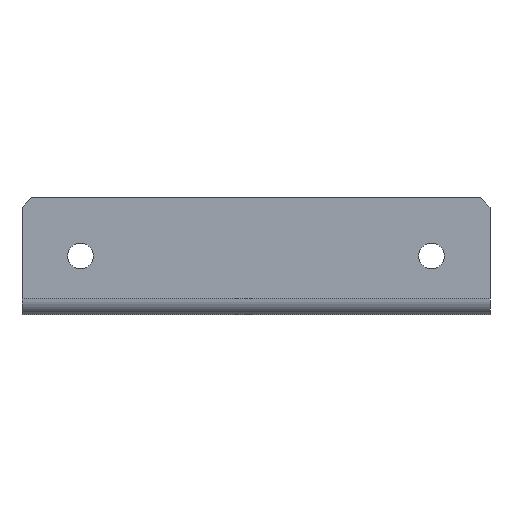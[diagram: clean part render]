
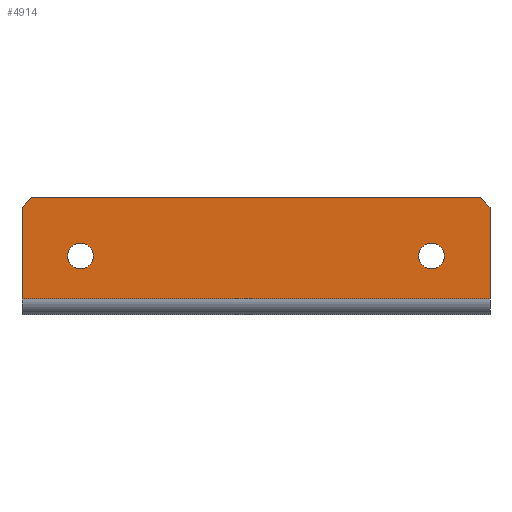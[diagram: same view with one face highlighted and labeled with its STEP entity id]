
A CAD part, front view. The second image highlights one B-rep face of the part: STEP entity #4914.
In plain terms, the highlighted planar face has unit normal (0, -1, 0).
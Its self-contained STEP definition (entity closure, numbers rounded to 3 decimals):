
#2 = CARTESIAN_POINT ( 'NONE',  ( -45., 0., 11.7 ) ) ;
#20 = DIRECTION ( 'NONE',  ( 0., 0., 1. ) ) ;
#140 = VERTEX_POINT ( 'NONE', #3707 ) ;
#149 = VECTOR ( 'NONE', #4326, 1000. ) ;
#300 = DIRECTION ( 'NONE',  ( 0., 0., 1. ) ) ;
#304 = AXIS2_PLACEMENT_3D ( 'NONE', #3414, #2954, #3028 ) ;
#362 = CARTESIAN_POINT ( 'NONE',  ( -60., 0., 4. ) ) ;
#370 = CARTESIAN_POINT ( 'NONE',  ( 0., 0., 0. ) ) ;
#436 = ORIENTED_EDGE ( 'NONE', *, *, #2167, .F. ) ;
#456 = PLANE ( 'NONE',  #3406 ) ;
#467 = EDGE_CURVE ( 'NONE', #2185, #140, #3890, .T. ) ;
#481 = LINE ( 'NONE', #3005, #2650 ) ;
#563 = LINE ( 'NONE', #1400, #149 ) ;
#626 = VECTOR ( 'NONE', #3724, 1000. ) ;
#895 = CARTESIAN_POINT ( 'NONE',  ( 60., 0., 4. ) ) ;
#971 = DIRECTION ( 'NONE',  ( 0., 0., 1. ) ) ;
#1000 = DIRECTION ( 'NONE',  ( 0., 0., 1. ) ) ;
#1030 = VERTEX_POINT ( 'NONE', #3045 ) ;
#1163 = VERTEX_POINT ( 'NONE', #2 ) ;
#1400 = CARTESIAN_POINT ( 'NONE',  ( -60., 0., 0. ) ) ;
#1518 = AXIS2_PLACEMENT_3D ( 'NONE', #4811, #1826, #971 ) ;
#1529 = EDGE_CURVE ( 'NONE', #1030, #1163, #2660, .T. ) ;
#1550 = ORIENTED_EDGE ( 'NONE', *, *, #1706, .T. ) ;
#1616 = VECTOR ( 'NONE', #2764, 1000. ) ;
#1629 = CIRCLE ( 'NONE', #4689, 3.3 ) ;
#1631 = EDGE_LOOP ( 'NONE', ( #2770, #5127 ) ) ;
#1684 = FACE_BOUND ( 'NONE', #1631, .T. ) ;
#1706 = EDGE_CURVE ( 'NONE', #3079, #2686, #4507, .T. ) ;
#1826 = DIRECTION ( 'NONE',  ( 0., 1., 0. ) ) ;
#1899 = EDGE_LOOP ( 'NONE', ( #5283, #4925 ) ) ;
#1903 = CARTESIAN_POINT ( 'NONE',  ( -45., 0., 15. ) ) ;
#2021 = LINE ( 'NONE', #5275, #4413 ) ;
#2038 = LINE ( 'NONE', #5074, #626 ) ;
#2111 = EDGE_LOOP ( 'NONE', ( #4352, #5365, #3017, #1550, #2158, #436 ) ) ;
#2113 = DIRECTION ( 'NONE',  ( 0., 1., 0. ) ) ;
#2138 = EDGE_CURVE ( 'NONE', #3605, #4849, #2021, .T. ) ;
#2147 = CIRCLE ( 'NONE', #5200, 3.3 ) ;
#2158 = ORIENTED_EDGE ( 'NONE', *, *, #3792, .T. ) ;
#2167 = EDGE_CURVE ( 'NONE', #3605, #4868, #4049, .T. ) ;
#2185 = VERTEX_POINT ( 'NONE', #2367 ) ;
#2312 = DIRECTION ( 'NONE',  ( 0., 1., 0. ) ) ;
#2367 = CARTESIAN_POINT ( 'NONE',  ( 45., 0., 18.3 ) ) ;
#2471 = CARTESIAN_POINT ( 'NONE',  ( 60., 0., 27.5 ) ) ;
#2650 = VECTOR ( 'NONE', #5061, 1000. ) ;
#2660 = CIRCLE ( 'NONE', #304, 3.3 ) ;
#2684 = CARTESIAN_POINT ( 'NONE',  ( 45., 0., 15. ) ) ;
#2686 = VERTEX_POINT ( 'NONE', #3761 ) ;
#2761 = EDGE_CURVE ( 'NONE', #3826, #3079, #481, .T. ) ;
#2764 = DIRECTION ( 'NONE',  ( -1., 0., 0. ) ) ;
#2765 = DIRECTION ( 'NONE',  ( 0., 1., 0. ) ) ;
#2770 = ORIENTED_EDGE ( 'NONE', *, *, #1529, .T. ) ;
#2954 = DIRECTION ( 'NONE',  ( 0., 1., 0. ) ) ;
#3005 = CARTESIAN_POINT ( 'NONE',  ( 0., 0., 30. ) ) ;
#3017 = ORIENTED_EDGE ( 'NONE', *, *, #2761, .T. ) ;
#3028 = DIRECTION ( 'NONE',  ( 0., 0., 1. ) ) ;
#3045 = CARTESIAN_POINT ( 'NONE',  ( -45., 0., 18.3 ) ) ;
#3079 = VERTEX_POINT ( 'NONE', #5326 ) ;
#3213 = EDGE_CURVE ( 'NONE', #4849, #3826, #2038, .T. ) ;
#3324 = EDGE_CURVE ( 'NONE', #1163, #1030, #2147, .T. ) ;
#3343 = EDGE_CURVE ( 'NONE', #140, #2185, #1629, .T. ) ;
#3406 = AXIS2_PLACEMENT_3D ( 'NONE', #370, #2113, #20 ) ;
#3414 = CARTESIAN_POINT ( 'NONE',  ( -45., 0., 15. ) ) ;
#3590 = DIRECTION ( 'NONE',  ( 0., 0., 1. ) ) ;
#3605 = VERTEX_POINT ( 'NONE', #895 ) ;
#3658 = DIRECTION ( 'NONE',  ( -0.707, 0., -0.707 ) ) ;
#3707 = CARTESIAN_POINT ( 'NONE',  ( 45., 0., 11.7 ) ) ;
#3724 = DIRECTION ( 'NONE',  ( -0.707, 0., 0.707 ) ) ;
#3761 = CARTESIAN_POINT ( 'NONE',  ( -60., 0., 27.5 ) ) ;
#3792 = EDGE_CURVE ( 'NONE', #2686, #4868, #563, .T. ) ;
#3826 = VERTEX_POINT ( 'NONE', #4350 ) ;
#3888 = VECTOR ( 'NONE', #3658, 1000. ) ;
#3890 = CIRCLE ( 'NONE', #1518, 3.3 ) ;
#4049 = LINE ( 'NONE', #362, #1616 ) ;
#4123 = FACE_OUTER_BOUND ( 'NONE', #2111, .T. ) ;
#4233 = FACE_BOUND ( 'NONE', #1899, .T. ) ;
#4326 = DIRECTION ( 'NONE',  ( 0., 0., -1. ) ) ;
#4350 = CARTESIAN_POINT ( 'NONE',  ( 57.5, 0., 30. ) ) ;
#4352 = ORIENTED_EDGE ( 'NONE', *, *, #2138, .T. ) ;
#4413 = VECTOR ( 'NONE', #300, 1000. ) ;
#4507 = LINE ( 'NONE', #5291, #3888 ) ;
#4567 = CARTESIAN_POINT ( 'NONE',  ( -60., 0., 4. ) ) ;
#4689 = AXIS2_PLACEMENT_3D ( 'NONE', #2684, #2312, #3590 ) ;
#4811 = CARTESIAN_POINT ( 'NONE',  ( 45., 0., 15. ) ) ;
#4849 = VERTEX_POINT ( 'NONE', #2471 ) ;
#4868 = VERTEX_POINT ( 'NONE', #4567 ) ;
#4914 = ADVANCED_FACE ( 'NONE', ( #1684, #4233, #4123 ), #456, .F. ) ;
#4925 = ORIENTED_EDGE ( 'NONE', *, *, #3343, .T. ) ;
#5061 = DIRECTION ( 'NONE',  ( -1., 0., 0. ) ) ;
#5074 = CARTESIAN_POINT ( 'NONE',  ( 57.5, 0., 30. ) ) ;
#5127 = ORIENTED_EDGE ( 'NONE', *, *, #3324, .T. ) ;
#5200 = AXIS2_PLACEMENT_3D ( 'NONE', #1903, #2765, #1000 ) ;
#5275 = CARTESIAN_POINT ( 'NONE',  ( 60., 0., 0. ) ) ;
#5283 = ORIENTED_EDGE ( 'NONE', *, *, #467, .T. ) ;
#5291 = CARTESIAN_POINT ( 'NONE',  ( -60., 0., 27.5 ) ) ;
#5326 = CARTESIAN_POINT ( 'NONE',  ( -57.5, 0., 30. ) ) ;
#5365 = ORIENTED_EDGE ( 'NONE', *, *, #3213, .T. ) ;
